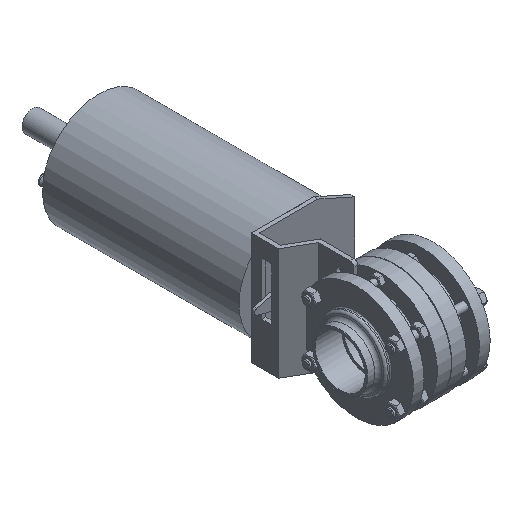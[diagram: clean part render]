
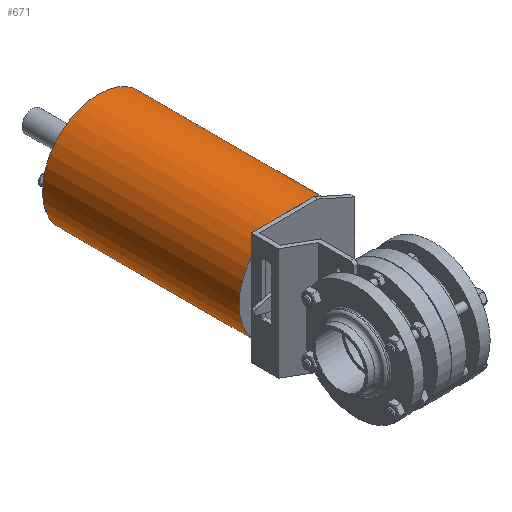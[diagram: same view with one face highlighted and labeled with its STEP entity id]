
A CAD part, isometric view. The second image highlights one B-rep face of the part: STEP entity #671.
In plain terms, the highlighted cylindrical face has radius 42.5 mm (diameter 85 mm), a full revolution.
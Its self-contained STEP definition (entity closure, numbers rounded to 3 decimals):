
#671 = ADVANCED_FACE( '', ( #1504, #1505 ), #1506, .T. );
#1504 = FACE_OUTER_BOUND( '', #2424, .T. );
#1505 = FACE_OUTER_BOUND( '', #2425, .T. );
#1506 = CYLINDRICAL_SURFACE( '', #2426, 42.5 );
#2424 = EDGE_LOOP( '', ( #4779 ) );
#2425 = EDGE_LOOP( '', ( #4780 ) );
#2426 = AXIS2_PLACEMENT_3D( '', #4781, #4782, #4783 );
#4779 = ORIENTED_EDGE( '', *, *, #5756, .F. );
#4780 = ORIENTED_EDGE( '', *, *, #5755, .T. );
#4781 = CARTESIAN_POINT( '', ( 199., 0., 0. ) );
#4782 = DIRECTION( '', ( -1., 0., 0. ) );
#4783 = DIRECTION( '', ( 0., 0., -1. ) );
#5755 = EDGE_CURVE( '', #6927, #6927, #6928, .T. );
#5756 = EDGE_CURVE( '', #6929, #6929, #6930, .T. );
#6927 = VERTEX_POINT( '', #9516 );
#6928 = CIRCLE( '', #9517, 42.5 );
#6929 = VERTEX_POINT( '', #9518 );
#6930 = CIRCLE( '', #9519, 42.5 );
#9516 = CARTESIAN_POINT( '', ( 0., 0., -42.5 ) );
#9517 = AXIS2_PLACEMENT_3D( '', #10567, #10568, #10569 );
#9518 = CARTESIAN_POINT( '', ( 149., 0., -42.5 ) );
#9519 = AXIS2_PLACEMENT_3D( '', #10570, #10571, #10572 );
#10567 = CARTESIAN_POINT( '', ( 0., 0., 0. ) );
#10568 = DIRECTION( '', ( 1., 0., 0. ) );
#10569 = DIRECTION( '', ( 0., 0., -1. ) );
#10570 = CARTESIAN_POINT( '', ( 149., 0., 0. ) );
#10571 = DIRECTION( '', ( 1., 0., 0. ) );
#10572 = DIRECTION( '', ( 0., 0., -1. ) );
